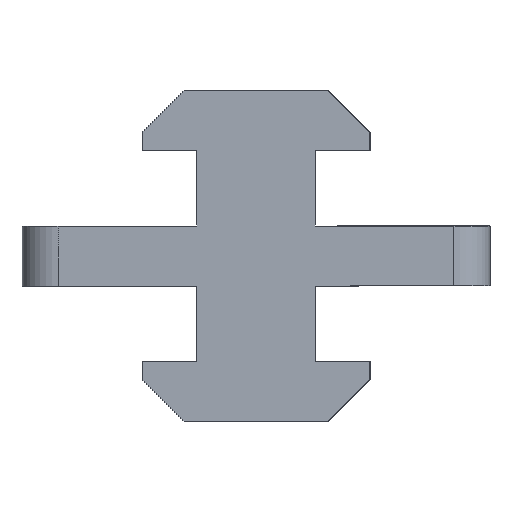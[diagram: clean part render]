
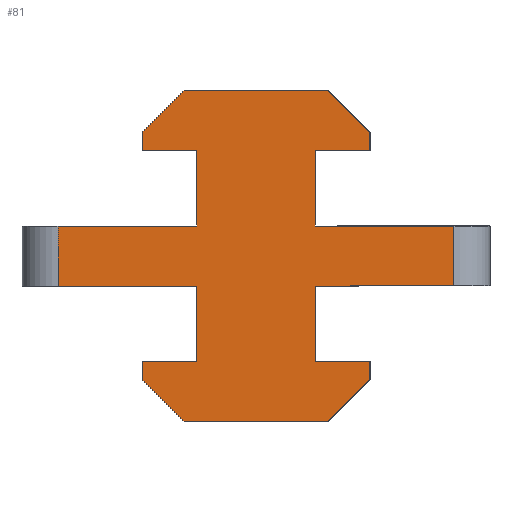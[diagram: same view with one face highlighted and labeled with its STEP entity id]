
A CAD part, left-side view. The second image highlights one B-rep face of the part: STEP entity #81.
In plain terms, the highlighted planar face has unit normal (-1, 0, 0).
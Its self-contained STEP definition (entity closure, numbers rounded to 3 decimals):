
#81=ADVANCED_FACE('',(#208),#209,.F.);
#208=FACE_OUTER_BOUND('',#390,.T.);
#209=PLANE('',#391);
#390=EDGE_LOOP('',(#572,#573,#574,#575,#576,#577,#578,#579,#580,#581,#582,#583,#584,#585,#586,#587,#588,#589,#590,#591,#592,#593,#594,#595));
#391=AXIS2_PLACEMENT_3D('',#596,#597,#598);
#572=ORIENTED_EDGE('',*,*,#1078,.T.);
#573=ORIENTED_EDGE('',*,*,#1079,.T.);
#574=ORIENTED_EDGE('',*,*,#1080,.T.);
#575=ORIENTED_EDGE('',*,*,#1081,.T.);
#576=ORIENTED_EDGE('',*,*,#1082,.T.);
#577=ORIENTED_EDGE('',*,*,#1083,.T.);
#578=ORIENTED_EDGE('',*,*,#1084,.T.);
#579=ORIENTED_EDGE('',*,*,#1085,.T.);
#580=ORIENTED_EDGE('',*,*,#1086,.T.);
#581=ORIENTED_EDGE('',*,*,#1087,.T.);
#582=ORIENTED_EDGE('',*,*,#1088,.T.);
#583=ORIENTED_EDGE('',*,*,#1089,.F.);
#584=ORIENTED_EDGE('',*,*,#1090,.T.);
#585=ORIENTED_EDGE('',*,*,#1091,.T.);
#586=ORIENTED_EDGE('',*,*,#1092,.T.);
#587=ORIENTED_EDGE('',*,*,#1093,.T.);
#588=ORIENTED_EDGE('',*,*,#1094,.T.);
#589=ORIENTED_EDGE('',*,*,#1095,.T.);
#590=ORIENTED_EDGE('',*,*,#1096,.T.);
#591=ORIENTED_EDGE('',*,*,#1097,.T.);
#592=ORIENTED_EDGE('',*,*,#1098,.T.);
#593=ORIENTED_EDGE('',*,*,#1099,.T.);
#594=ORIENTED_EDGE('',*,*,#1100,.T.);
#595=ORIENTED_EDGE('',*,*,#1101,.F.);
#596=CARTESIAN_POINT('',(0.0,0.0,0.0));
#597=DIRECTION('',(1.0,0.,0.0));
#598=DIRECTION('',(0.,1.0,0.));
#1078=EDGE_CURVE('',#1284,#1285,#1286,.T.);
#1079=EDGE_CURVE('',#1285,#1287,#1288,.T.);
#1080=EDGE_CURVE('',#1287,#1289,#1290,.T.);
#1081=EDGE_CURVE('',#1289,#1291,#1292,.T.);
#1082=EDGE_CURVE('',#1291,#1293,#1294,.T.);
#1083=EDGE_CURVE('',#1293,#1295,#1296,.T.);
#1084=EDGE_CURVE('',#1295,#1297,#1298,.T.);
#1085=EDGE_CURVE('',#1297,#1299,#1300,.T.);
#1086=EDGE_CURVE('',#1299,#1301,#1302,.T.);
#1087=EDGE_CURVE('',#1301,#1303,#1304,.T.);
#1088=EDGE_CURVE('',#1303,#1305,#1306,.T.);
#1089=EDGE_CURVE('',#1307,#1305,#1308,.F.);
#1090=EDGE_CURVE('',#1307,#1309,#1310,.T.);
#1091=EDGE_CURVE('',#1309,#1311,#1312,.T.);
#1092=EDGE_CURVE('',#1311,#1313,#1314,.T.);
#1093=EDGE_CURVE('',#1313,#1315,#1316,.T.);
#1094=EDGE_CURVE('',#1315,#1317,#1318,.T.);
#1095=EDGE_CURVE('',#1317,#1319,#1320,.T.);
#1096=EDGE_CURVE('',#1319,#1321,#1322,.T.);
#1097=EDGE_CURVE('',#1321,#1323,#1324,.T.);
#1098=EDGE_CURVE('',#1323,#1325,#1326,.T.);
#1099=EDGE_CURVE('',#1325,#1327,#1328,.T.);
#1100=EDGE_CURVE('',#1327,#1329,#1330,.T.);
#1101=EDGE_CURVE('',#1284,#1329,#1331,.F.);
#1284=VERTEX_POINT('',#1591);
#1285=VERTEX_POINT('',#1592);
#1286=LINE('',#1593,#1594);
#1287=VERTEX_POINT('',#1595);
#1288=LINE('',#1596,#1597);
#1289=VERTEX_POINT('',#1598);
#1290=LINE('',#1599,#1600);
#1291=VERTEX_POINT('',#1601);
#1292=LINE('',#1602,#1603);
#1293=VERTEX_POINT('',#1604);
#1294=LINE('',#1605,#1606);
#1295=VERTEX_POINT('',#1607);
#1296=LINE('',#1608,#1609);
#1297=VERTEX_POINT('',#1610);
#1298=LINE('',#1611,#1612);
#1299=VERTEX_POINT('',#1613);
#1300=LINE('',#1614,#1615);
#1301=VERTEX_POINT('',#1616);
#1302=LINE('',#1617,#1618);
#1303=VERTEX_POINT('',#1619);
#1304=LINE('',#1620,#1621);
#1305=VERTEX_POINT('',#1622);
#1306=LINE('',#1623,#1624);
#1307=VERTEX_POINT('',#1625);
#1308=LINE('',#1626,#1627);
#1309=VERTEX_POINT('',#1628);
#1310=LINE('',#1629,#1630);
#1311=VERTEX_POINT('',#1631);
#1312=LINE('',#1632,#1633);
#1313=VERTEX_POINT('',#1634);
#1314=LINE('',#1635,#1636);
#1315=VERTEX_POINT('',#1637);
#1316=LINE('',#1638,#1639);
#1317=VERTEX_POINT('',#1640);
#1318=LINE('',#1641,#1642);
#1319=VERTEX_POINT('',#1643);
#1320=LINE('',#1644,#1645);
#1321=VERTEX_POINT('',#1646);
#1322=LINE('',#1647,#1648);
#1323=VERTEX_POINT('',#1649);
#1324=LINE('',#1650,#1651);
#1325=VERTEX_POINT('',#1652);
#1326=LINE('',#1653,#1654);
#1327=VERTEX_POINT('',#1655);
#1328=LINE('',#1656,#1657);
#1329=VERTEX_POINT('',#1658);
#1330=LINE('',#1659,#1660);
#1331=LINE('',#1661,#1662);
#1591=CARTESIAN_POINT('',(0.,16.5,0.));
#1592=CARTESIAN_POINT('',(0.,4.95,0.));
#1593=CARTESIAN_POINT('',(0.,2.475,0.));
#1594=VECTOR('',#1993,1.0);
#1595=CARTESIAN_POINT('',(0.,4.95,-6.3));
#1596=CARTESIAN_POINT('',(0.,4.95,-3.15));
#1597=VECTOR('',#1994,1.0);
#1598=CARTESIAN_POINT('',(0.,9.5,-6.3));
#1599=CARTESIAN_POINT('',(0.,4.75,-6.3));
#1600=VECTOR('',#1995,1.0);
#1601=CARTESIAN_POINT('',(0.,9.5,-7.8));
#1602=CARTESIAN_POINT('',(0.,9.5,-3.9));
#1603=VECTOR('',#1996,1.0);
#1604=CARTESIAN_POINT('',(0.,6.0,-11.3));
#1605=CARTESIAN_POINT('',(0.,7.325,-9.975));
#1606=VECTOR('',#1997,1.0);
#1607=CARTESIAN_POINT('',(0.,-6.0,-11.3));
#1608=CARTESIAN_POINT('',(0.,-3.0,-11.3));
#1609=VECTOR('',#1998,1.0);
#1610=CARTESIAN_POINT('',(0.,-9.5,-7.8));
#1611=CARTESIAN_POINT('',(0.,-9.075,-8.225));
#1612=VECTOR('',#1999,1.0);
#1613=CARTESIAN_POINT('',(0.,-9.5,-6.3));
#1614=CARTESIAN_POINT('',(0.,-9.5,-3.15));
#1615=VECTOR('',#2000,1.0);
#1616=CARTESIAN_POINT('',(0.,-4.95,-6.3));
#1617=CARTESIAN_POINT('',(0.,-2.475,-6.3));
#1618=VECTOR('',#2001,1.0);
#1619=CARTESIAN_POINT('',(0.,-4.95,0.));
#1620=CARTESIAN_POINT('',(0.,-4.95,0.));
#1621=VECTOR('',#2002,1.0);
#1622=CARTESIAN_POINT('',(0.,-16.5,0.));
#1623=CARTESIAN_POINT('',(0.,-9.75,0.));
#1624=VECTOR('',#2003,1.0);
#1625=CARTESIAN_POINT('',(0.,-16.5,5.0));
#1626=CARTESIAN_POINT('',(0.,-16.5,-47.279));
#1627=VECTOR('',#2004,1.0);
#1628=CARTESIAN_POINT('',(0.,-4.95,5.0));
#1629=CARTESIAN_POINT('',(0.,-2.475,5.0));
#1630=VECTOR('',#2005,1.0);
#1631=CARTESIAN_POINT('',(0.,-4.95,11.3));
#1632=CARTESIAN_POINT('',(0.,-4.95,5.65));
#1633=VECTOR('',#2006,1.0);
#1634=CARTESIAN_POINT('',(0.,-9.5,11.3));
#1635=CARTESIAN_POINT('',(0.,-4.75,11.3));
#1636=VECTOR('',#2007,1.0);
#1637=CARTESIAN_POINT('',(0.,-9.5,12.8));
#1638=CARTESIAN_POINT('',(0.,-9.5,6.4));
#1639=VECTOR('',#2008,1.0);
#1640=CARTESIAN_POINT('',(0.,-6.,16.3));
#1641=CARTESIAN_POINT('',(0.,-8.575,13.725));
#1642=VECTOR('',#2009,1.0);
#1643=CARTESIAN_POINT('',(0.,6.0,16.3));
#1644=CARTESIAN_POINT('',(0.,3.0,16.3));
#1645=VECTOR('',#2010,1.0);
#1646=CARTESIAN_POINT('',(0.,9.5,12.8));
#1647=CARTESIAN_POINT('',(0.,10.325,11.975));
#1648=VECTOR('',#2011,1.0);
#1649=CARTESIAN_POINT('',(0.,9.5,11.3));
#1650=CARTESIAN_POINT('',(0.,9.5,5.65));
#1651=VECTOR('',#2012,1.0);
#1652=CARTESIAN_POINT('',(0.,4.95,11.3));
#1653=CARTESIAN_POINT('',(0.,2.475,11.3));
#1654=VECTOR('',#2013,1.0);
#1655=CARTESIAN_POINT('',(0.,4.95,5.0));
#1656=CARTESIAN_POINT('',(0.,4.95,2.5));
#1657=VECTOR('',#2014,1.0);
#1658=CARTESIAN_POINT('',(0.,16.5,5.0));
#1659=CARTESIAN_POINT('',(0.,9.75,5.0));
#1660=VECTOR('',#2015,1.0);
#1661=CARTESIAN_POINT('',(0.,16.5,2.718));
#1662=VECTOR('',#2016,1.0);
#1993=DIRECTION('',(0.,-1.0,0.));
#1994=DIRECTION('',(0.,0.,-1.0));
#1995=DIRECTION('',(0.,1.0,0.));
#1996=DIRECTION('',(0.,0.,-1.0));
#1997=DIRECTION('',(0.,-0.707,-0.707));
#1998=DIRECTION('',(0.,-1.0,0.));
#1999=DIRECTION('',(0.,-0.707,0.707));
#2000=DIRECTION('',(0.,0.,1.0));
#2001=DIRECTION('',(0.,1.0,0.));
#2002=DIRECTION('',(0.,0.,1.0));
#2003=DIRECTION('',(0.,-1.0,0.));
#2004=DIRECTION('',(0.0,0.,1.0));
#2005=DIRECTION('',(0.,1.0,0.));
#2006=DIRECTION('',(0.,0.,1.0));
#2007=DIRECTION('',(0.,-1.0,0.));
#2008=DIRECTION('',(0.,0.,1.0));
#2009=DIRECTION('',(0.,0.707,0.707));
#2010=DIRECTION('',(0.,1.0,0.));
#2011=DIRECTION('',(0.,0.707,-0.707));
#2012=DIRECTION('',(0.,0.,-1.0));
#2013=DIRECTION('',(0.,-1.0,0.));
#2014=DIRECTION('',(0.,0.,-1.0));
#2015=DIRECTION('',(0.,1.0,0.));
#2016=DIRECTION('',(0.0,0.,-1.0));
